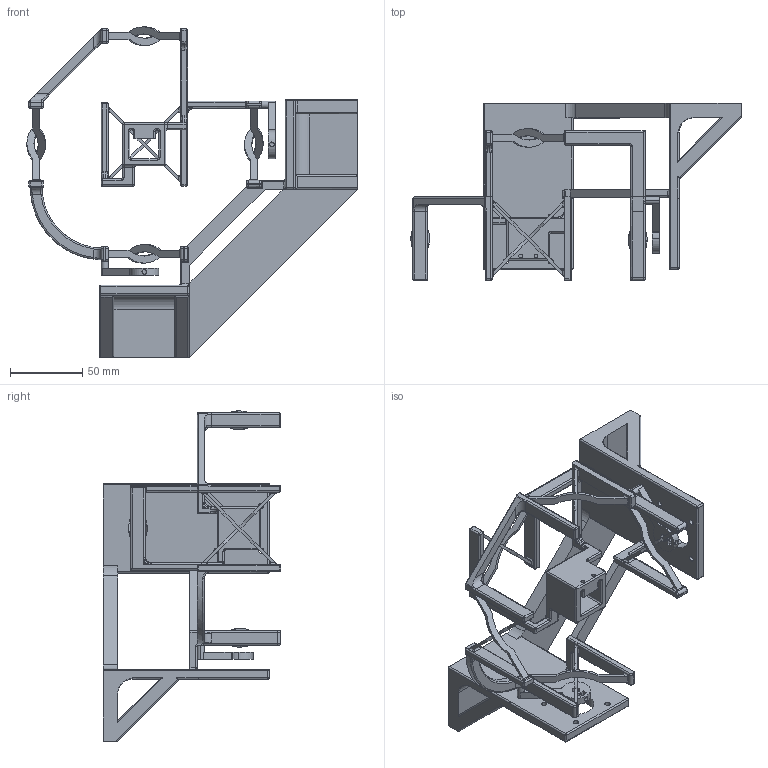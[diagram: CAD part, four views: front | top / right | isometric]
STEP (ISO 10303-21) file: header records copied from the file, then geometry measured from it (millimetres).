
FILE_DESCRIPTION (( 'STEP AP203' ), '1' );
FILE_NAME ('CompliantMechanism.STEP', '2023-08-11T13:24:24', ( '' ), ( '' ), 'SwSTEP 2.0', 'SolidWorks 2020', '' );
FILE_SCHEMA (( 'CONFIG_CONTROL_DESIGN' ));
Products named in the file (1): CompliantMechanism
Bounding box: 229.22 x 122.98 x 229.22 mm (x, y, z)
Volume: 290545.9 mm3; surface area: 111065.9 mm2
Topology: 1 solids, 1 shells, 758 faces, 2080 edges, 1268 vertices
Faces by surface type: cylinder 289, plane 213, bspline 172, sphere 44, torus 40
Entity records: 37948 total; most frequent: CARTESIAN_POINT 20983, ORIENTED_EDGE 4048, DIRECTION 2876, EDGE_CURVE 2024, VERTEX_POINT 1268, AXIS2_PLACEMENT_3D 1040, EDGE_LOOP 822, LINE 796
